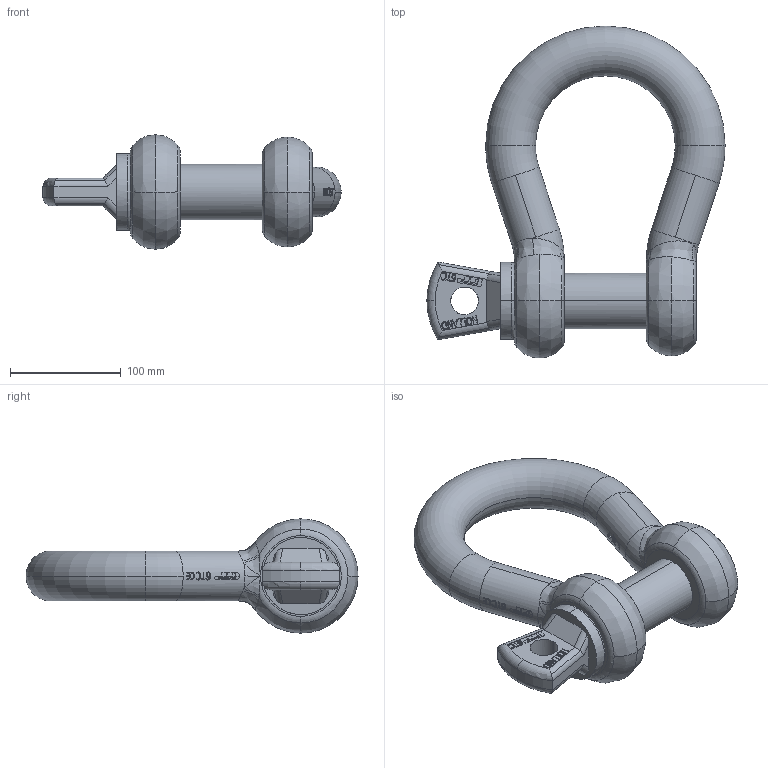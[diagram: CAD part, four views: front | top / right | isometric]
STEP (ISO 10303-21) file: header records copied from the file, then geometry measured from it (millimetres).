
FILE_DESCRIPTION(('.'),'2;1');
FILE_NAME('GPGHBB45.stp','2012-01-15T12:25:48+00:00',('.'),('.'),'','STEP AP214','.');
FILE_SCHEMA(('AUTOMOTIVE_DESIGN { 1 0 10303 214 1 1 1 1 }'));
Length unit declared in the file: millimetre
Products named in the file (3): GPGHBB45; 25; 25_1
Assembly tree (2 placements, depth 2):
  GPGHBB45
    25
    25_1
Bounding box: 269 x 299.5 x 103 mm (x, y, z)
Volume: 1631687.4 mm3; surface area: 170423.1 mm2
Topology: 2 solids, 2 shells, 766 faces, 2392 edges, 1669 vertices
Faces by surface type: plane 299, bspline 299, cylinder 133, torus 32, cone 3
Entity records: 32537 total; most frequent: CARTESIAN_POINT 14387, ORIENTED_EDGE 4768, EDGE_CURVE 2384, DIRECTION 1703, VERTEX_POINT 1669, B_SPLINE_CURVE_WITH_KNOTS 1530, EDGE_LOOP 819, ADVANCED_FACE 766
